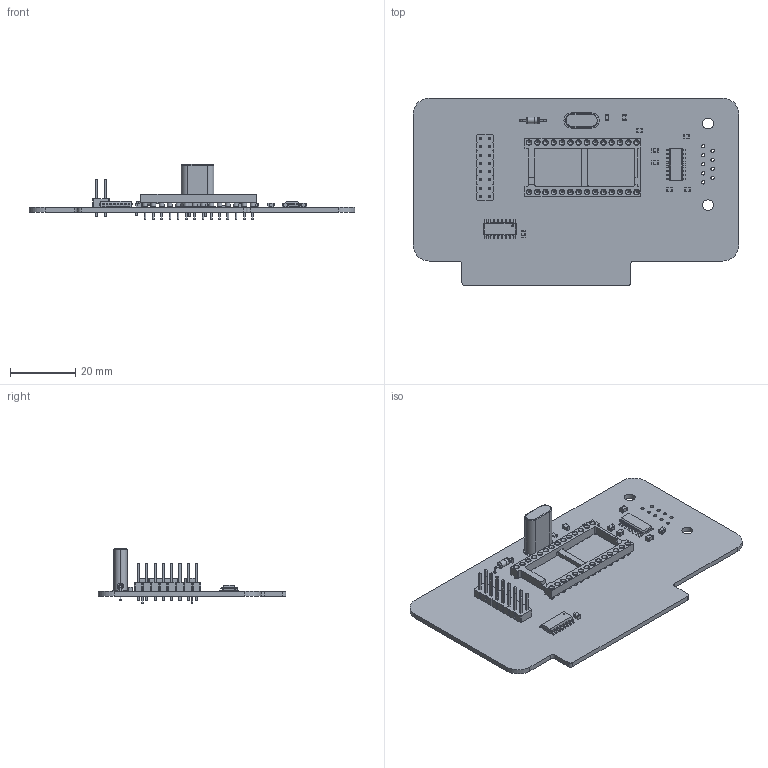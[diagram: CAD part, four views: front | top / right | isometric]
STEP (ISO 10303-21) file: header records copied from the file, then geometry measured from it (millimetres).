
FILE_DESCRIPTION(('KiCad electronic assembly'),'2;1');
FILE_NAME('Serial Card.step','2025-09-09T15:54:32',('Pcbnew'),('Kicad'), 'Open CASCADE STEP processor 7.8','KiCad to STEP converter','Unknown' );
FILE_SCHEMA(('AUTOMOTIVE_DESIGN { 1 0 10303 214 1 1 1 1 }'));
Length unit declared in the file: millimetre
Products named in the file (11): Serial Card 1; C_0805_2012Metric; Crystal_HC49-U_Vertical; R_0805_2012Metric; Serial Card 1.9; SOIC-16_3.9x9.9mm_P1.27mm; PRT-00429; DIP-28_W15.24mm_Socket; D_DO-35_SOD27_P7.62mm_Horizontal; PinHeader_2x08_P2.54mm_Vertical; Serial Card_PCB
Assembly tree (17 placements, depth 2):
  Serial Card 1
    C_0805_2012Metric  x8
    Crystal_HC49-U_Vertical
    R_0805_2012Metric
    Serial Card 1.9
    SOIC-16_3.9x9.9mm_P1.27mm
    PRT-00429
    DIP-28_W15.24mm_Socket
    D_DO-35_SOD27_P7.62mm_Horizontal
    PinHeader_2x08_P2.54mm_Vertical
    Serial Card_PCB
Bounding box: 100 x 57.62 x 16.88 mm (x, y, z)
Volume: 9742 mm3; surface area: 14485.5 mm2
Topology: 33 solids, 33 shells, 1590 faces, 3717 edges, 2386 vertices
Faces by surface type: plane 1041, cylinder 441, cone 84, bspline 16, torus 8
Full cylindrical faces by diameter (mm): 0.5 x5, 0.508 x56, 0.8 x32, 1 x16, 1.016 x9, 1.524 x28, 1.724 x28, 2 x2, 2.02 x1, 3.302 x2
Entity records: 47576 total; most frequent: DIRECTION 6824, CARTESIAN_POINT 6747, ORIENTED_EDGE 6426, EDGE_CURVE 3213, LINE 2346, VECTOR 2346, AXIS2_PLACEMENT_3D 2239, VERTEX_POINT 2050
